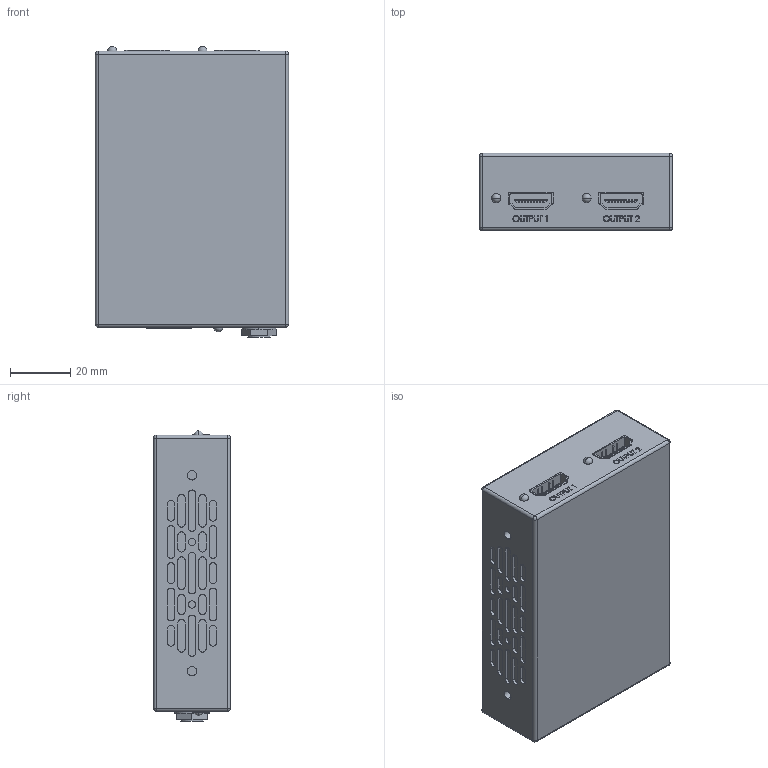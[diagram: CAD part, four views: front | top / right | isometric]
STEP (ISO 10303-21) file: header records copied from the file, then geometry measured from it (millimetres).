
FILE_DESCRIPTION (( 'STEP AP214' ), '1' );
FILE_NAME ('HD-SP-102.STEP', '2013-01-15T20:44:44', ( 'x' ), ( '' ), 'SwSTEP 2.0', 'SolidWorks 2012', '' );
FILE_SCHEMA (( 'AUTOMOTIVE_DESIGN' ));
Length unit declared in the file: inch
Products named in the file (4): TDH-PJ22A-MA1; 1AH05-004; HD-SP-102
Assembly tree (5 placements, depth 2):
  HD-SP-102
    HD-SP-102
    1AH05-004  x3
    TDH-PJ22A-MA1
Bounding box: 64.14 x 25.6 x 96.61 mm (x, y, z)
Volume: 148993.1 mm3; surface area: 26653.5 mm2
Topology: 5 solids, 6 shells, 2019 faces, 5432 edges, 3519 vertices
Faces by surface type: plane 1514, cylinder 340, bspline 145, sphere 14, torus 6
Entity records: 52949 total; most frequent: CARTESIAN_POINT 16387, ORIENTED_EDGE 6696, DIRECTION 5918, EDGE_CURVE 3348, LINE 2470, VECTOR 2470, VERTEX_POINT 2189, AXIS2_PLACEMENT_3D 1724
